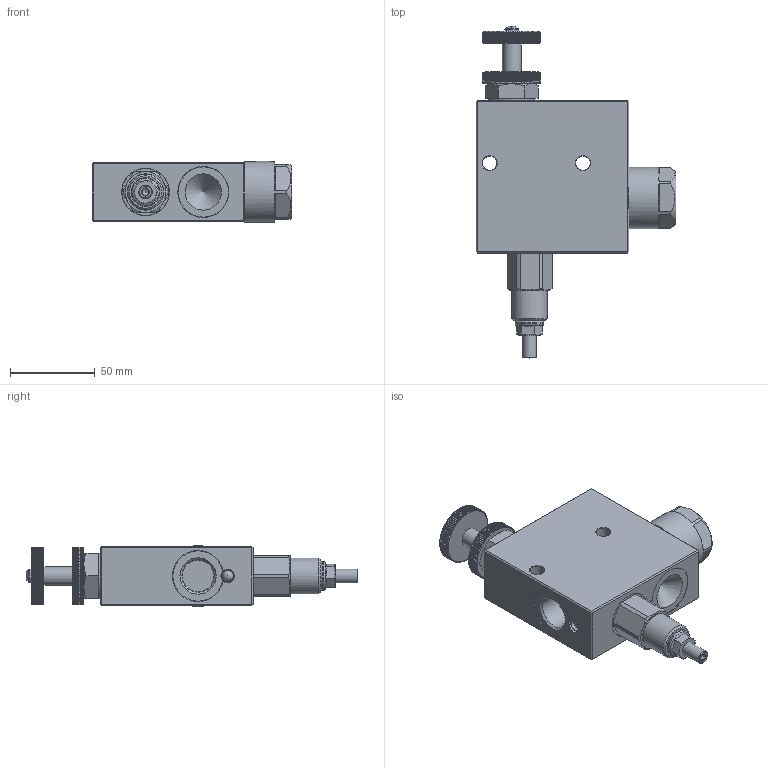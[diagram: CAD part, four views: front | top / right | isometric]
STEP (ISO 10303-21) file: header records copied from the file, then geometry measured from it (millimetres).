
FILE_DESCRIPTION(/* description */ ('Unknown'),/* implementation_level */ '2;1');
FILE_NAME(/* name */ 'V1120_VMP',/* time_stamp */ '2017-12-07T09:20:21+01:00',/* author */ ('Unknown'),/* organization */ ('Unknown'),/* preprocessor_version */ 'ST-DEVELOPER v16.7',/* originating_system */ 'DEX',/* authorisation */ $);
FILE_SCHEMA (('AUTOMOTIVE_DESIGN {1 0 10303 214 3 1 1}'));
Length unit declared in the file: millimetre
Products named in the file (1): V1120_VMP
Bounding box: 117.7 x 195.5 x 36 mm (x, y, z)
Volume: 339030.7 mm3; surface area: 66302.4 mm2
Topology: 15 solids, 15 shells, 946 faces, 2562 edges, 1668 vertices
Faces by surface type: plane 581, cylinder 258, cone 65, torus 29, bspline 12, sphere 1
Full cylindrical faces by diameter (mm): 1.3 x1, 3.242 x1, 4 x1, 4.75 x1, 6.5 x1, 6.647 x1, 6.667 x1, 6.8 x1, 8 x5, 8.5 x2, 9.5 x1, 9.917 x2, 11 x1, 14.5 x1, 15 x2, 15.5 x1, 15.8 x1, 17 x1, 18 x1, 18.5 x1, 19 x2, 21 x1, 22 x1, 25 x1, 26.376 x2, 27 x1, 28 x4, 30 x2, 32 x1, 36 x1
Entity records: 36567 total; most frequent: CARTESIAN_POINT 10400, ORIENTED_EDGE 4806, DIRECTION 3992, EDGE_CURVE 2403, VERTEX_POINT 1624, AXIS2_PLACEMENT_3D 1572, FACE_BOUND 1099, EDGE_LOOP 1097
